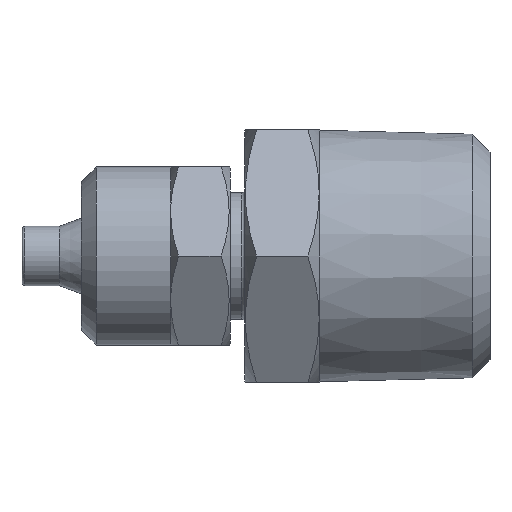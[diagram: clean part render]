
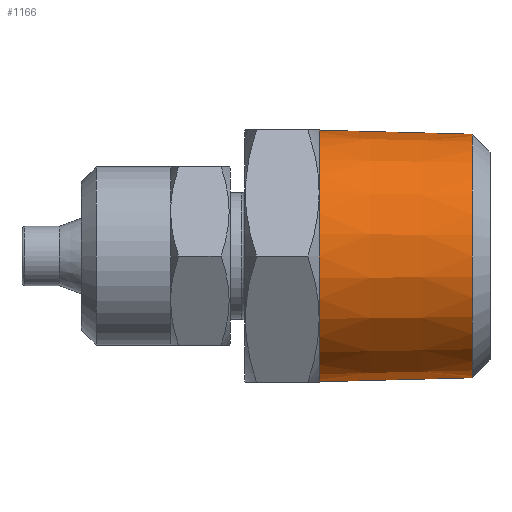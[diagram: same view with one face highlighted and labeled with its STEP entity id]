
A CAD part, left-side view. The second image highlights one B-rep face of the part: STEP entity #1166.
In plain terms, the highlighted conical face has half-angle 1.47 degrees and reference radius 8.462 mm.
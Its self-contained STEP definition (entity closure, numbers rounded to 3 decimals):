
#176 = CARTESIAN_POINT ( 'NONE',  ( 0., 11.5, 8.462 ) ) ;
#177 = DIRECTION ( 'NONE',  ( 0., 1., 0.026 ) ) ;
#352 = VECTOR ( 'NONE', #177, 1000. ) ;
#381 = ORIENTED_EDGE ( 'NONE', *, *, #1297, .F. ) ;
#393 = ORIENTED_EDGE ( 'NONE', *, *, #1263, .T. ) ;
#401 = ORIENTED_EDGE ( 'NONE', *, *, #1312, .T. ) ;
#422 = ORIENTED_EDGE ( 'NONE', *, *, #1168, .F. ) ;
#494 = CARTESIAN_POINT ( 'NONE',  ( 0., 11.5, 0. ) ) ;
#495 = DIRECTION ( 'NONE',  ( 0., 1., 0. ) ) ;
#496 = DIRECTION ( 'NONE',  ( 0., 0., 1. ) ) ;
#500 = CARTESIAN_POINT ( 'NONE',  ( 0., 1.2, 0. ) ) ;
#501 = DIRECTION ( 'NONE',  ( 0., -1., 0. ) ) ;
#502 = DIRECTION ( 'NONE',  ( 0., 0., -1. ) ) ;
#706 = EDGE_LOOP ( 'NONE', ( #381, #422, #393, #401 ) ) ;
#791 = FACE_OUTER_BOUND ( 'NONE', #706, .T. ) ;
#858 = LINE ( 'NONE', #176, #352 ) ;
#879 = LINE ( 'NONE', #1901, #1013 ) ;
#1013 = VECTOR ( 'NONE', #1902, 1000. ) ;
#1021 = CIRCLE ( 'NONE', #1026, 8.462 ) ;
#1026 = AXIS2_PLACEMENT_3D ( 'NONE', #1957, #1958, #1959 ) ;
#1166 = ADVANCED_FACE ( 'NONE', ( #791 ), #1657, .T. ) ;
#1168 = EDGE_CURVE ( 'NONE', #1429, #1387, #1681, .T. ) ;
#1263 = EDGE_CURVE ( 'NONE', #1429, #2163, #858, .T. ) ;
#1297 = EDGE_CURVE ( 'NONE', #1387, #1480, #879, .T. ) ;
#1312 = EDGE_CURVE ( 'NONE', #2163, #1480, #1021, .T. ) ;
#1387 = VERTEX_POINT ( 'NONE', #1546 ) ;
#1429 = VERTEX_POINT ( 'NONE', #1564 ) ;
#1480 = VERTEX_POINT ( 'NONE', #1591 ) ;
#1546 = CARTESIAN_POINT ( 'NONE',  ( 0., 1.2, -8.198 ) ) ;
#1564 = CARTESIAN_POINT ( 'NONE',  ( 0., 1.2, 8.198 ) ) ;
#1591 = CARTESIAN_POINT ( 'NONE',  ( 0., 11.5, -8.462 ) ) ;
#1615 = CARTESIAN_POINT ( 'NONE',  ( 0., 11.5, 8.462 ) ) ;
#1655 = AXIS2_PLACEMENT_3D ( 'NONE', #494, #495, #496 ) ;
#1657 = CONICAL_SURFACE ( 'NONE', #1655, 8.462, 0.026 ) ;
#1667 = AXIS2_PLACEMENT_3D ( 'NONE', #500, #501, #502 ) ;
#1681 = CIRCLE ( 'NONE', #1667, 8.198 ) ;
#1901 = CARTESIAN_POINT ( 'NONE',  ( 0., 11.5, -8.462 ) ) ;
#1902 = DIRECTION ( 'NONE',  ( 0., 1., -0.026 ) ) ;
#1957 = CARTESIAN_POINT ( 'NONE',  ( 0., 11.5, 0. ) ) ;
#1958 = DIRECTION ( 'NONE',  ( 0., -1., 0. ) ) ;
#1959 = DIRECTION ( 'NONE',  ( 0., 0., -1. ) ) ;
#2163 = VERTEX_POINT ( 'NONE', #1615 ) ;
